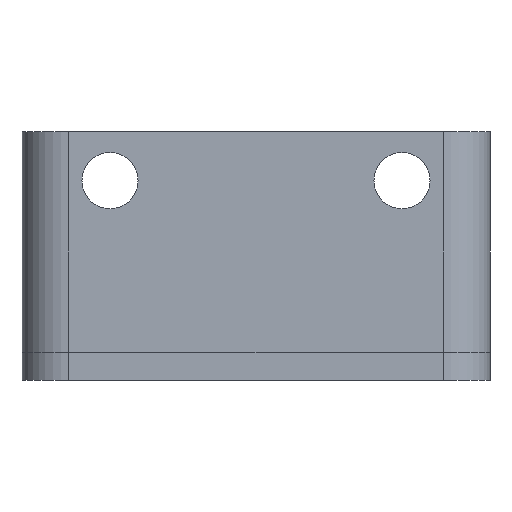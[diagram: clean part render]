
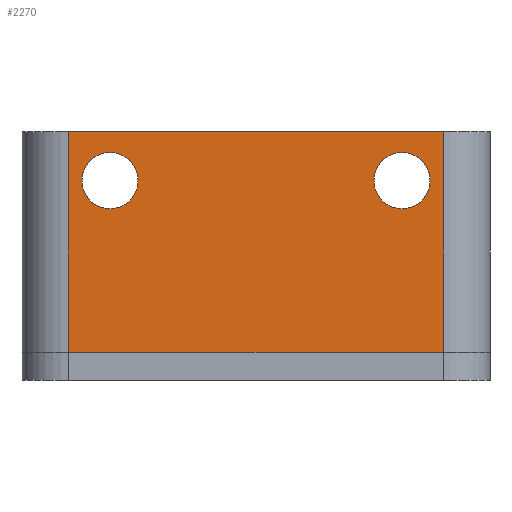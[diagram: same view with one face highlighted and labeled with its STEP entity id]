
A CAD part, front view. The second image highlights one B-rep face of the part: STEP entity #2270.
In plain terms, the highlighted planar face has unit normal (0, -1, 0).
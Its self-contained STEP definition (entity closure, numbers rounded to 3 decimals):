
#38=FACE_BOUND('',#344,.T.);
#39=FACE_BOUND('',#345,.T.);
#99=PLANE('',#2513);
#209=FACE_OUTER_BOUND('',#343,.T.);
#343=EDGE_LOOP('',(#2096,#2097,#2098,#2099));
#344=EDGE_LOOP('',(#2100,#2101));
#345=EDGE_LOOP('',(#2102,#2103));
#393=LINE('',#3343,#607);
#556=LINE('',#3843,#770);
#560=LINE('',#3851,#774);
#561=LINE('',#3853,#775);
#607=VECTOR('',#2667,10.);
#770=VECTOR('',#3170,10.);
#774=VECTOR('',#3182,10.);
#775=VECTOR('',#3185,10.);
#776=CIRCLE('',#2288,3.);
#777=CIRCLE('',#2289,3.);
#789=CIRCLE('',#2304,3.);
#790=CIRCLE('',#2305,3.);
#894=VERTEX_POINT('',#3192);
#895=VERTEX_POINT('',#3193);
#907=VERTEX_POINT('',#3224);
#908=VERTEX_POINT('',#3225);
#947=VERTEX_POINT('',#3340);
#948=VERTEX_POINT('',#3342);
#1114=VERTEX_POINT('',#3840);
#1115=VERTEX_POINT('',#3842);
#1116=EDGE_CURVE('',#894,#895,#776,.T.);
#1117=EDGE_CURVE('',#895,#894,#777,.T.);
#1132=EDGE_CURVE('',#907,#908,#789,.T.);
#1133=EDGE_CURVE('',#908,#907,#790,.T.);
#1191=EDGE_CURVE('',#947,#948,#393,.T.);
#1441=EDGE_CURVE('',#1114,#1115,#556,.T.);
#1446=EDGE_CURVE('',#1115,#947,#560,.T.);
#1447=EDGE_CURVE('',#948,#1114,#561,.T.);
#2096=ORIENTED_EDGE('',*,*,#1446,.F.);
#2097=ORIENTED_EDGE('',*,*,#1441,.F.);
#2098=ORIENTED_EDGE('',*,*,#1447,.F.);
#2099=ORIENTED_EDGE('',*,*,#1191,.F.);
#2100=ORIENTED_EDGE('',*,*,#1116,.T.);
#2101=ORIENTED_EDGE('',*,*,#1117,.T.);
#2102=ORIENTED_EDGE('',*,*,#1132,.T.);
#2103=ORIENTED_EDGE('',*,*,#1133,.T.);
#2270=ADVANCED_FACE('',(#209,#38,#39),#99,.T.);
#2288=AXIS2_PLACEMENT_3D('',#3194,#2520,#2521);
#2289=AXIS2_PLACEMENT_3D('',#3195,#2522,#2523);
#2304=AXIS2_PLACEMENT_3D('',#3226,#2555,#2556);
#2305=AXIS2_PLACEMENT_3D('',#3227,#2557,#2558);
#2513=AXIS2_PLACEMENT_3D('',#3852,#3183,#3184);
#2520=DIRECTION('center_axis',(0.,1.,0.));
#2521=DIRECTION('ref_axis',(0.,0.,-1.));
#2522=DIRECTION('center_axis',(0.,1.,0.));
#2523=DIRECTION('ref_axis',(0.,0.,-1.));
#2555=DIRECTION('center_axis',(0.,1.,0.));
#2556=DIRECTION('ref_axis',(0.,0.,-1.));
#2557=DIRECTION('center_axis',(0.,1.,0.));
#2558=DIRECTION('ref_axis',(0.,0.,-1.));
#2667=DIRECTION('',(1.,0.,0.));
#3170=DIRECTION('',(-1.,0.,0.));
#3182=DIRECTION('',(0.,0.,1.));
#3183=DIRECTION('center_axis',(0.,-1.,0.));
#3184=DIRECTION('ref_axis',(1.,0.,0.));
#3185=DIRECTION('',(0.,0.,-1.));
#3192=CARTESIAN_POINT('',(9.4,10.,18.35));
#3193=CARTESIAN_POINT('',(9.4,10.,24.35));
#3194=CARTESIAN_POINT('Origin',(9.4,10.,21.35));
#3195=CARTESIAN_POINT('Origin',(9.4,10.,21.35));
#3224=CARTESIAN_POINT('',(40.6,10.,18.35));
#3225=CARTESIAN_POINT('',(40.6,10.,24.35));
#3226=CARTESIAN_POINT('Origin',(40.6,10.,21.35));
#3227=CARTESIAN_POINT('Origin',(40.6,10.,21.35));
#3340=CARTESIAN_POINT('',(5.,10.,26.6));
#3342=CARTESIAN_POINT('',(45.,10.,26.6));
#3343=CARTESIAN_POINT('',(50.,10.,26.6));
#3840=CARTESIAN_POINT('',(45.,10.,3.));
#3842=CARTESIAN_POINT('',(5.,10.,3.));
#3843=CARTESIAN_POINT('',(12.5,10.,3.));
#3851=CARTESIAN_POINT('',(5.,10.,1.5));
#3852=CARTESIAN_POINT('Origin',(0.,10.,3.));
#3853=CARTESIAN_POINT('',(45.,10.,1.5));
